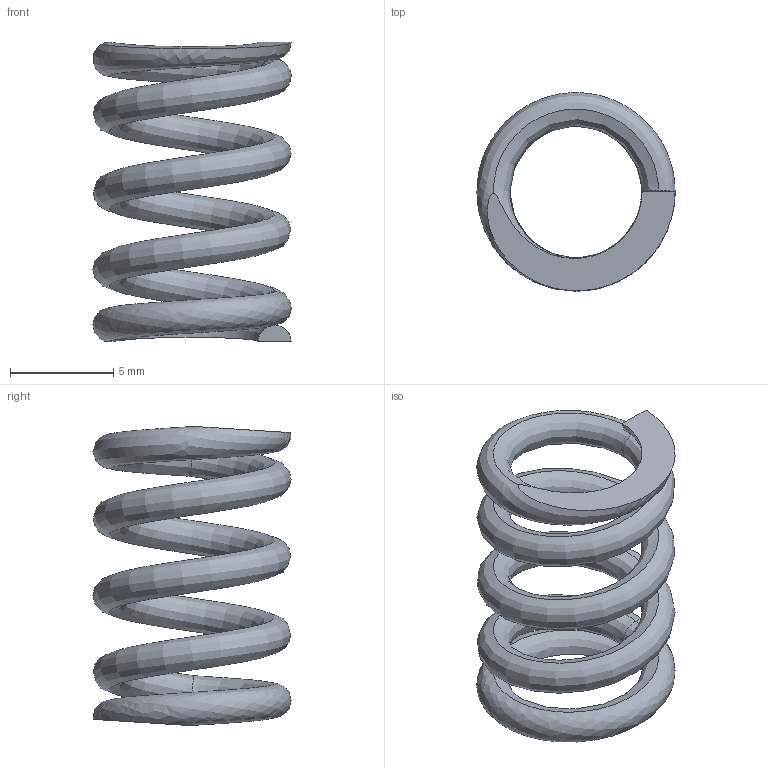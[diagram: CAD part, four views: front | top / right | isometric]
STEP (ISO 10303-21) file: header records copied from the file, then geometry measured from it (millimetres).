
FILE_DESCRIPTION (( 'STEP AP203' ), '1' );
FILE_NAME ('2006N234_302 Stainless Steel Corrosion-Resistant Compression Springs.STEP', '2021-07-08T03:12:02', ( 'Administrator' ), ( 'Managed by Terraform' ), 'SwSTEP 2.0', 'SolidWorks 2017', '' );
FILE_SCHEMA (( 'CONFIG_CONTROL_DESIGN' ));
Length unit declared in the file: millimetre
Products named in the file (1): 2006N234_302 Stainless Steel Corrosion-Resistant Compression Springs
Bounding box: 9.6 x 9.6 x 14.5 mm (x, y, z)
Volume: 238 mm3; surface area: 624.1 mm2
Topology: 1 solids, 1 shells, 10 faces, 28 edges, 20 vertices
Faces by surface type: bspline 6, plane 4
Entity records: 3215 total; most frequent: CARTESIAN_POINT 2937, ORIENTED_EDGE 56, EDGE_CURVE 28, B_SPLINE_CURVE_WITH_KNOTS 22, DIRECTION 20, VERTEX_POINT 20, ADVANCED_FACE 10, FACE_OUTER_BOUND 10
